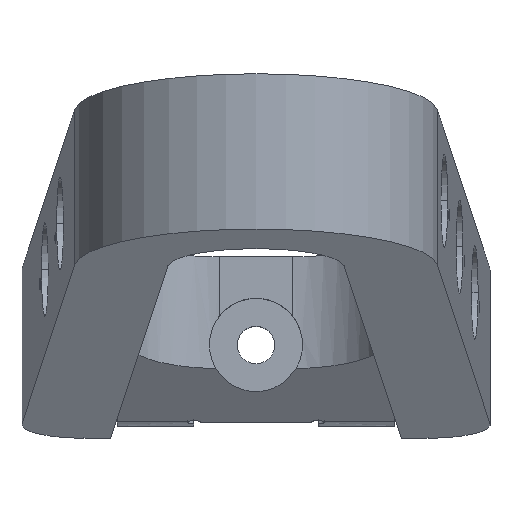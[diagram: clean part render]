
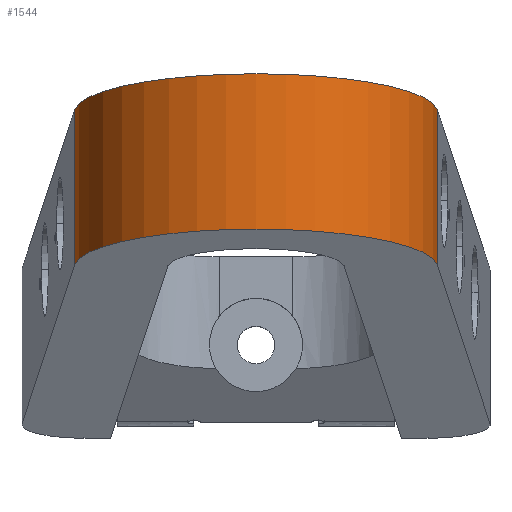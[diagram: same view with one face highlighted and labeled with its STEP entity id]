
A CAD part, top view. The second image highlights one B-rep face of the part: STEP entity #1544.
In plain terms, the highlighted free-form (B-spline) face has degree [3, 1] with [11, 2] control points.
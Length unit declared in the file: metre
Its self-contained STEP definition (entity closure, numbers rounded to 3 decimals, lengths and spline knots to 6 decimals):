
#149=CIRCLE('',#1679,0.02924);
#170=CIRCLE('',#1711,0.02924);
#261=LINE('',#2708,#362);
#264=LINE('',#2716,#365);
#362=VECTOR('',#2072,1.);
#365=VECTOR('',#2081,1.);
#616=ORIENTED_EDGE('',*,*,#986,.F.);
#617=ORIENTED_EDGE('',*,*,#1024,.F.);
#618=ORIENTED_EDGE('',*,*,#1025,.T.);
#619=ORIENTED_EDGE('',*,*,#1019,.T.);
#986=EDGE_CURVE('',#1207,#1208,#149,.T.);
#1019=EDGE_CURVE('',#1218,#1208,#261,.T.);
#1024=EDGE_CURVE('',#1220,#1207,#264,.T.);
#1025=EDGE_CURVE('',#1220,#1218,#170,.T.);
#1207=VERTEX_POINT('',#2632);
#1208=VERTEX_POINT('',#2634);
#1218=VERTEX_POINT('',#2706);
#1220=VERTEX_POINT('',#2715);
#1325=EDGE_LOOP('',(#616,#617,#618,#619));
#1438=FACE_BOUND('',#1325,.T.);
#1497=B_SPLINE_SURFACE_WITH_KNOTS('',3,1,((#2717,#2718),(#2719,#2720),(#2721,
#2722),(#2723,#2724),(#2725,#2726),(#2727,#2728),(#2729,#2730),(#2731,#2732),
(#2733,#2734),(#2735,#2736),(#2737,#2738)),.SURF_OF_LINEAR_EXTRUSION.,.F.,
 .F.,.F.,(4,1,1,1,1,1,1,1,4),(2,2),(1.640796,2.015995,2.391194,
2.766394,3.141593,3.516792,3.891991,4.26719,
4.642389),(0.,1.),.UNSPECIFIED.);
#1544=ADVANCED_FACE('',(#1438),#1497,.T.);
#1679=AXIS2_PLACEMENT_3D('',#2633,#2001,#2002);
#1711=AXIS2_PLACEMENT_3D('',#2739,#2082,#2083);
#2001=DIRECTION('',(0.,-0.978,0.21));
#2002=DIRECTION('',(0.,-0.21,-0.978));
#2072=DIRECTION('',(0.,-1.,0.));
#2081=DIRECTION('',(0.,-1.,0.));
#2082=DIRECTION('',(0.,-0.978,0.21));
#2083=DIRECTION('',(0.,-0.21,-0.978));
#2632=CARTESIAN_POINT('',(0.029164,0.01688,0.139933));
#2633=CARTESIAN_POINT('',(-0.000005,0.016452,0.137934));
#2634=CARTESIAN_POINT('',(-0.029173,0.01688,0.139933));
#2706=CARTESIAN_POINT('',(-0.029173,0.04188,0.139933));
#2708=CARTESIAN_POINT('',(-0.029173,0.04188,0.139933));
#2715=CARTESIAN_POINT('',(0.029164,0.04188,0.139933));
#2716=CARTESIAN_POINT('',(0.029164,0.04188,0.139933));
#2717=CARTESIAN_POINT('',(0.029164,0.04188,0.139933));
#2718=CARTESIAN_POINT('',(0.029164,0.01688,0.139933));
#2719=CARTESIAN_POINT('',(0.028908,0.042645,0.1435));
#2720=CARTESIAN_POINT('',(0.028908,0.017645,0.1435));
#2721=CARTESIAN_POINT('',(0.027012,0.044153,0.150538));
#2722=CARTESIAN_POINT('',(0.027012,0.019153,0.150538));
#2723=CARTESIAN_POINT('',(0.020408,0.046039,0.159342));
#2724=CARTESIAN_POINT('',(0.020408,0.021039,0.159342));
#2725=CARTESIAN_POINT('',(0.010965,0.047288,0.165167));
#2726=CARTESIAN_POINT('',(0.010965,0.022288,0.165167));
#2727=CARTESIAN_POINT('',(-0.000005,0.047724,0.167203));
#2728=CARTESIAN_POINT('',(-0.000005,0.022724,0.167203));
#2729=CARTESIAN_POINT('',(-0.010974,0.047288,0.165167));
#2730=CARTESIAN_POINT('',(-0.010974,0.022288,0.165167));
#2731=CARTESIAN_POINT('',(-0.020417,0.046039,0.159342));
#2732=CARTESIAN_POINT('',(-0.020417,0.021039,0.159342));
#2733=CARTESIAN_POINT('',(-0.027021,0.044153,0.150538));
#2734=CARTESIAN_POINT('',(-0.027021,0.019153,0.150538));
#2735=CARTESIAN_POINT('',(-0.028917,0.042645,0.1435));
#2736=CARTESIAN_POINT('',(-0.028917,0.017645,0.1435));
#2737=CARTESIAN_POINT('',(-0.029173,0.04188,0.139933));
#2738=CARTESIAN_POINT('',(-0.029173,0.01688,0.139933));
#2739=CARTESIAN_POINT('',(-0.000005,0.041452,0.137934));
